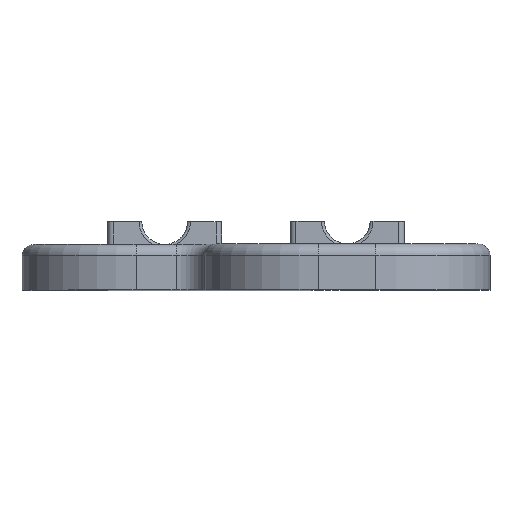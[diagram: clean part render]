
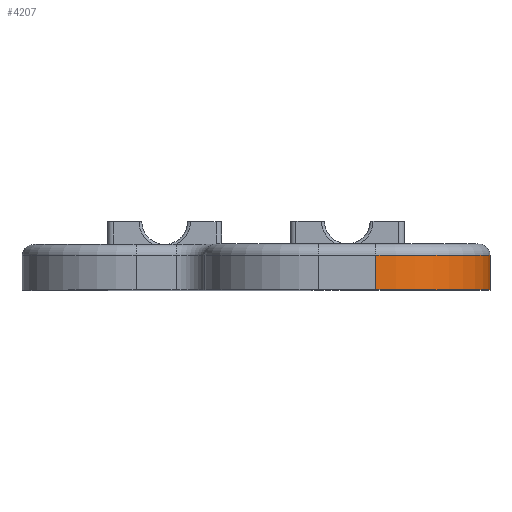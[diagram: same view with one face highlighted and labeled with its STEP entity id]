
A CAD part, top view. The second image highlights one B-rep face of the part: STEP entity #4207.
In plain terms, the highlighted cylindrical face has radius 20 mm (diameter 40 mm), a partial arc.
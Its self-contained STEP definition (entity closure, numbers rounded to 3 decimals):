
#769=CARTESIAN_POINT('',(37.,0.,78.));
#770=DIRECTION('',(0.,-1.,0.));
#771=DIRECTION('',(1.,0.,0.));
#772=AXIS2_PLACEMENT_3D('',#769,#770,#771);
#1177=DIRECTION('',(0.,-1.,0.));
#1178=VECTOR('',#1177,6.);
#1179=CARTESIAN_POINT('',(57.,6.,78.));
#1180=LINE('',#1179,#1178);
#1181=CARTESIAN_POINT('',(37.,6.,78.));
#1182=DIRECTION('',(0.,1.,0.));
#1183=DIRECTION('',(0.,0.,1.));
#1184=AXIS2_PLACEMENT_3D('',#1181,#1182,#1183);
#1190=DIRECTION('',(0.,-1.,0.));
#1191=VECTOR('',#1190,6.);
#1192=CARTESIAN_POINT('',(37.,6.,98.));
#1193=LINE('',#1192,#1191);
#2490=CARTESIAN_POINT('',(57.,0.,78.));
#2491=CARTESIAN_POINT('',(37.,0.,98.));
#2492=VERTEX_POINT('',#2490);
#2493=VERTEX_POINT('',#2491);
#2508=CARTESIAN_POINT('',(37.,6.,98.));
#2509=VERTEX_POINT('',#2508);
#2512=CARTESIAN_POINT('',(57.,6.,78.));
#2513=VERTEX_POINT('',#2512);
#4195=CARTESIAN_POINT('',(37.,37.262,78.));
#4196=DIRECTION('',(0.,-1.,0.));
#4197=DIRECTION('',(1.,0.,0.));
#4198=AXIS2_PLACEMENT_3D('',#4195,#4196,#4197);
#4199=CYLINDRICAL_SURFACE('',#4198,20.);
#4200=ORIENTED_EDGE('',*,*,#4001,.T.);
#4201=ORIENTED_EDGE('',*,*,#4190,.T.);
#4202=ORIENTED_EDGE('',*,*,#3270,.T.);
#4204=ORIENTED_EDGE('',*,*,#4203,.F.);
#4205=EDGE_LOOP('',(#4200,#4201,#4202,#4204));
#4206=FACE_OUTER_BOUND('',#4205,.F.);
#4207=ADVANCED_FACE('',(#4206),#4199,.T.);
#773=CIRCLE('',#772,20.);
#1185=CIRCLE('',#1184,20.);
#3270=EDGE_CURVE('',#2492,#2493,#773,.T.);
#4001=EDGE_CURVE('',#2509,#2513,#1185,.T.);
#4190=EDGE_CURVE('',#2513,#2492,#1180,.T.);
#4203=EDGE_CURVE('',#2509,#2493,#1193,.T.);
